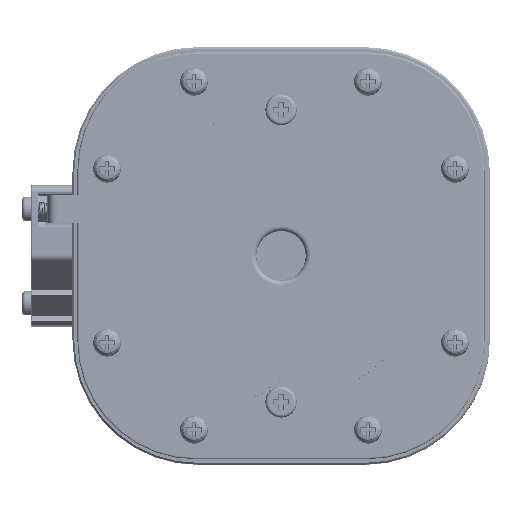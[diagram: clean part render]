
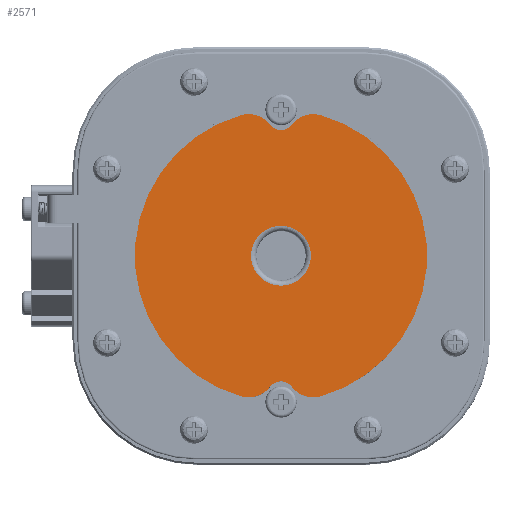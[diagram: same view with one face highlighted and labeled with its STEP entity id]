
A CAD part, top view. The second image highlights one B-rep face of the part: STEP entity #2571.
In plain terms, the highlighted planar face has unit normal (0, 0, 1).
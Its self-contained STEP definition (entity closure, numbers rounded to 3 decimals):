
#1639=FACE_BOUND('',#5315,.T.);
#1640=FACE_BOUND('',#5316,.T.);
#2571=ADVANCED_FACE('',(#1639,#1640),#3269,.T.);
#3269=PLANE('',#19381);
#5315=EDGE_LOOP('',(#10085));
#5316=EDGE_LOOP('',(#10086,#10087,#10088,#10089,#10090,#10091,#10092,#10093));
#6089=CIRCLE('',#19355,42.);
#6090=CIRCLE('',#19357,7.8);
#6091=CIRCLE('',#19359,3.9);
#6092=CIRCLE('',#19361,7.8);
#6093=CIRCLE('',#19363,42.);
#6094=CIRCLE('',#19365,7.8);
#6095=CIRCLE('',#19367,3.9);
#6096=CIRCLE('',#19369,7.8);
#6101=CIRCLE('',#19379,8.6);
#10085=ORIENTED_EDGE('',*,*,#14892,.T.);
#10086=ORIENTED_EDGE('',*,*,#14876,.T.);
#10087=ORIENTED_EDGE('',*,*,#14861,.T.);
#10088=ORIENTED_EDGE('',*,*,#14864,.T.);
#10089=ORIENTED_EDGE('',*,*,#14866,.T.);
#10090=ORIENTED_EDGE('',*,*,#14868,.T.);
#10091=ORIENTED_EDGE('',*,*,#14870,.T.);
#10092=ORIENTED_EDGE('',*,*,#14872,.T.);
#10093=ORIENTED_EDGE('',*,*,#14874,.T.);
#12554=VERTEX_POINT('',#96891);
#12555=VERTEX_POINT('',#96892);
#12556=VERTEX_POINT('',#96897);
#12557=VERTEX_POINT('',#96901);
#12558=VERTEX_POINT('',#96905);
#12559=VERTEX_POINT('',#96909);
#12560=VERTEX_POINT('',#96913);
#12561=VERTEX_POINT('',#96917);
#12572=VERTEX_POINT('',#97379);
#14861=EDGE_CURVE('',#12554,#12555,#6089,.T.);
#14864=EDGE_CURVE('',#12555,#12556,#6090,.T.);
#14866=EDGE_CURVE('',#12556,#12557,#6091,.T.);
#14868=EDGE_CURVE('',#12557,#12558,#6092,.T.);
#14870=EDGE_CURVE('',#12558,#12559,#6093,.T.);
#14872=EDGE_CURVE('',#12559,#12560,#6094,.T.);
#14874=EDGE_CURVE('',#12560,#12561,#6095,.T.);
#14876=EDGE_CURVE('',#12561,#12554,#6096,.T.);
#14892=EDGE_CURVE('',#12572,#12572,#6101,.T.);
#19355=AXIS2_PLACEMENT_3D('',#96890,#23209,#23210);
#19357=AXIS2_PLACEMENT_3D('',#96896,#23215,#23216);
#19359=AXIS2_PLACEMENT_3D('',#96900,#23220,#23221);
#19361=AXIS2_PLACEMENT_3D('',#96904,#23225,#23226);
#19363=AXIS2_PLACEMENT_3D('',#96908,#23230,#23231);
#19365=AXIS2_PLACEMENT_3D('',#96912,#23235,#23236);
#19367=AXIS2_PLACEMENT_3D('',#96916,#23240,#23241);
#19369=AXIS2_PLACEMENT_3D('',#96920,#23245,#23246);
#19379=AXIS2_PLACEMENT_3D('',#97378,#23267,#23268);
#19381=AXIS2_PLACEMENT_3D('',#97381,#23271,#23272);
#23209=DIRECTION('',(0.,0.,1.));
#23210=DIRECTION('',(1.,0.,0.));
#23215=DIRECTION('',(0.,0.,1.));
#23216=DIRECTION('',(1.,0.,0.));
#23220=DIRECTION('',(0.,0.,-1.));
#23221=DIRECTION('',(1.,0.,0.));
#23225=DIRECTION('',(0.,0.,1.));
#23226=DIRECTION('',(1.,0.,0.));
#23230=DIRECTION('',(0.,0.,1.));
#23231=DIRECTION('',(1.,0.,0.));
#23235=DIRECTION('',(0.,0.,1.));
#23236=DIRECTION('',(1.,0.,0.));
#23240=DIRECTION('',(0.,0.,-1.));
#23241=DIRECTION('',(1.,0.,0.));
#23245=DIRECTION('',(0.,0.,1.));
#23246=DIRECTION('',(1.,0.,0.));
#23267=DIRECTION('',(0.,0.,-1.));
#23268=DIRECTION('',(1.,0.,0.));
#23271=DIRECTION('',(0.,0.,1.));
#23272=DIRECTION('',(1.,0.,0.));
#96890=CARTESIAN_POINT('',(58.423,58.5,74.));
#96891=CARTESIAN_POINT('',(46.994,98.915,74.));
#96892=CARTESIAN_POINT('',(46.994,18.085,74.));
#96896=CARTESIAN_POINT('',(49.117,25.591,74.));
#96897=CARTESIAN_POINT('',(55.321,20.864,74.));
#96900=CARTESIAN_POINT('',(58.423,18.5,74.));
#96901=CARTESIAN_POINT('',(61.525,20.864,74.));
#96904=CARTESIAN_POINT('',(67.73,25.591,74.));
#96905=CARTESIAN_POINT('',(69.852,18.085,74.));
#96908=CARTESIAN_POINT('',(58.423,58.5,74.));
#96909=CARTESIAN_POINT('',(69.852,98.915,74.));
#96912=CARTESIAN_POINT('',(67.73,91.409,74.));
#96913=CARTESIAN_POINT('',(61.525,96.136,74.));
#96916=CARTESIAN_POINT('',(58.423,98.5,74.));
#96917=CARTESIAN_POINT('',(55.321,96.136,74.));
#96920=CARTESIAN_POINT('',(49.117,91.409,74.));
#97378=CARTESIAN_POINT('',(58.423,58.5,74.));
#97379=CARTESIAN_POINT('',(67.023,58.5,74.));
#97381=CARTESIAN_POINT('',(58.423,58.5,74.));
